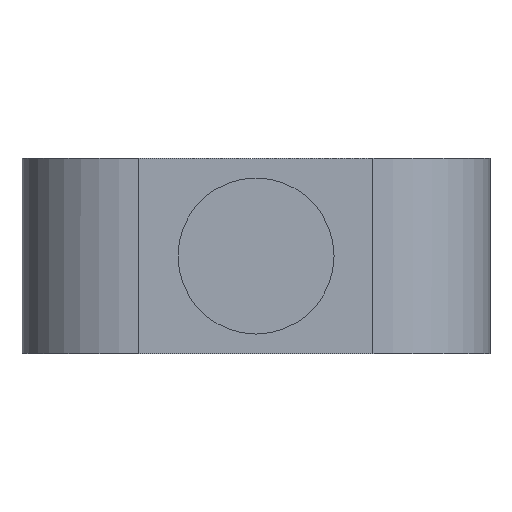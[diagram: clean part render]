
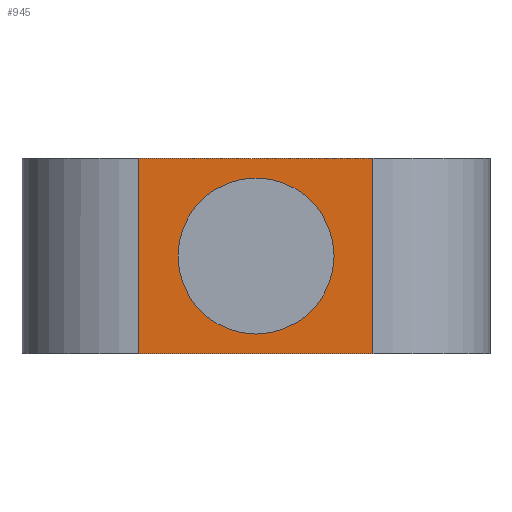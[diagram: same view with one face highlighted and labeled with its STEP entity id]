
A CAD part, front view. The second image highlights one B-rep face of the part: STEP entity #945.
In plain terms, the highlighted planar face has unit normal (0, -1, 0).
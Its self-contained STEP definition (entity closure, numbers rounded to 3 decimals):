
#27=CIRCLE('',#1002,2.);
#94=FACE_BOUND('',#198,.T.);
#140=FACE_OUTER_BOUND('',#197,.T.);
#197=EDGE_LOOP('',(#832,#833,#834,#835));
#198=EDGE_LOOP('',(#836));
#275=LINE('',#1664,#360);
#281=LINE('',#1695,#366);
#283=LINE('',#1699,#368);
#284=LINE('',#1700,#369);
#360=VECTOR('',#1129,10.);
#366=VECTOR('',#1163,10.);
#368=VECTOR('',#1167,10.);
#369=VECTOR('',#1168,10.);
#448=VERTEX_POINT('',#1660);
#450=VERTEX_POINT('',#1663);
#458=VERTEX_POINT('',#1684);
#461=VERTEX_POINT('',#1693);
#462=VERTEX_POINT('',#1698);
#574=EDGE_CURVE('',#448,#450,#275,.T.);
#584=EDGE_CURVE('',#458,#458,#27,.T.);
#588=EDGE_CURVE('',#461,#448,#281,.T.);
#590=EDGE_CURVE('',#462,#461,#283,.T.);
#591=EDGE_CURVE('',#450,#462,#284,.T.);
#832=ORIENTED_EDGE('',*,*,#588,.F.);
#833=ORIENTED_EDGE('',*,*,#590,.F.);
#834=ORIENTED_EDGE('',*,*,#591,.F.);
#835=ORIENTED_EDGE('',*,*,#574,.F.);
#836=ORIENTED_EDGE('',*,*,#584,.T.);
#895=PLANE('',#1008);
#945=ADVANCED_FACE('',(#140,#94),#895,.T.);
#1002=AXIS2_PLACEMENT_3D('',#1685,#1150,#1151);
#1008=AXIS2_PLACEMENT_3D('',#1697,#1165,#1166);
#1129=DIRECTION('',(1.,0.,0.));
#1150=DIRECTION('center_axis',(0.,1.,0.));
#1151=DIRECTION('ref_axis',(1.,0.,0.));
#1163=DIRECTION('',(0.,0.,1.));
#1165=DIRECTION('center_axis',(0.,-1.,0.));
#1166=DIRECTION('ref_axis',(1.,0.,0.));
#1167=DIRECTION('',(-1.,0.,0.));
#1168=DIRECTION('',(0.,0.,-1.));
#1660=CARTESIAN_POINT('',(-3.,-13.,2.5));
#1663=CARTESIAN_POINT('',(3.,-13.,2.5));
#1664=CARTESIAN_POINT('',(-6.,-13.,2.5));
#1684=CARTESIAN_POINT('',(-2.,-13.,0.));
#1685=CARTESIAN_POINT('Origin',(0.,-13.,0.));
#1693=CARTESIAN_POINT('',(-3.,-13.,-2.5));
#1695=CARTESIAN_POINT('',(-3.,-13.,0.));
#1697=CARTESIAN_POINT('Origin',(-6.,-13.,0.));
#1698=CARTESIAN_POINT('',(3.,-13.,-2.5));
#1699=CARTESIAN_POINT('',(-6.,-13.,-2.5));
#1700=CARTESIAN_POINT('',(3.,-13.,0.));
